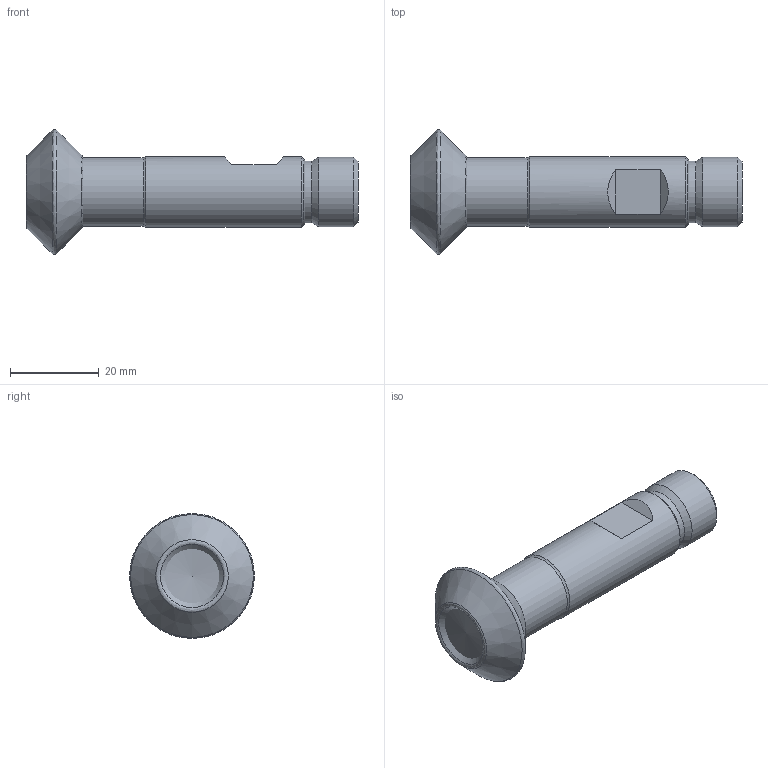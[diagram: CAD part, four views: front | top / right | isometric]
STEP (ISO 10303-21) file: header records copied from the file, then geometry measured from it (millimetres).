
FILE_DESCRIPTION(/* description */ (''),/* implementation_level */ '2;1');
FILE_NAME(/* name */ '16N2R027B16-SSD09-A.stp',/* time_stamp */ '2020-02-07T07:42:38+01:00',/* author */ (''),/* organization */ (''),/* preprocessor_version */ 'ST-DEVELOPER v16.7',/* originating_system */ 'SIEMENS PLM Software NX 12.0',/* authorisation */ '');
FILE_SCHEMA (('AUTOMOTIVE_DESIGN { 1 0 10303 214 3 1 1 1 }'));
Length unit declared in the file: millimetre
Products named in the file (1): pp07321CEE9Ebelz
Bounding box: 75.02 x 28.19 x 28.18 mm (x, y, z)
Volume: 20493.6 mm3; surface area: 6328.3 mm2
Topology: 2 solids, 2 shells, 25 faces, 53 edges, 30 vertices
Faces by surface type: cone 9, revolution 6, cylinder 5, plane 4, torus 1
Full cylindrical faces by diameter (mm): 14 x1, 15.5 x1, 15.8 x1, 16 x1, 26.329 x1
Entity records: 629 total; most frequent: CARTESIAN_POINT 145, DIRECTION 98, ORIENTED_EDGE 54, EDGE_LOOP 46, FACE_BOUND 43, AXIS2_PLACEMENT_3D 43, EDGE_CURVE 27, VERTEX_POINT 26
